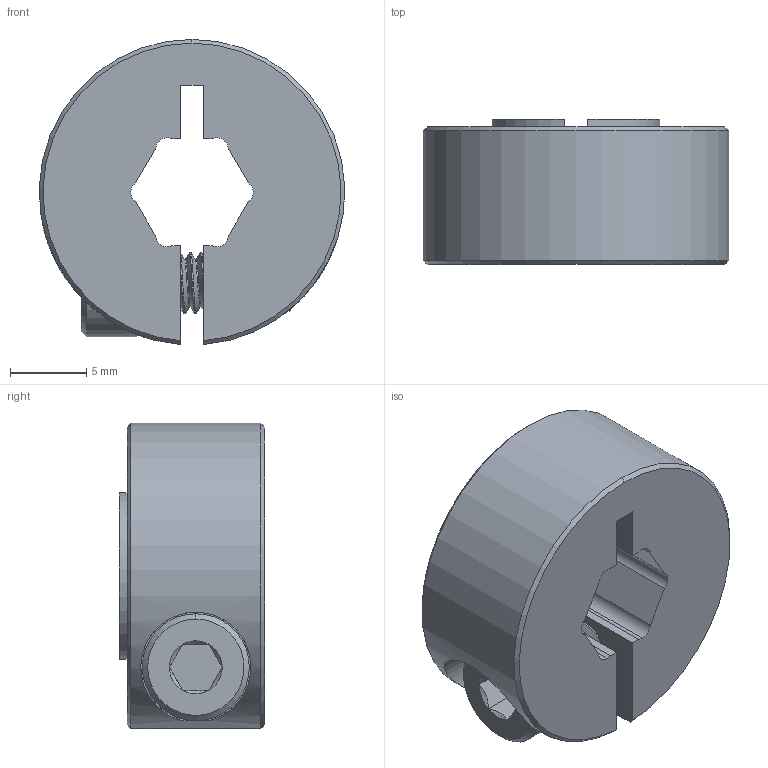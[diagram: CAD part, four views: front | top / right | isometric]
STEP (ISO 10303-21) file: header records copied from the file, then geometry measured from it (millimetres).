
FILE_DESCRIPTION(('Open CASCADE Model'),'2;1');
FILE_NAME('Open CASCADE Shape Model','2023-08-02T22:12:44',('Author'),( 'Open CASCADE'),'Open CASCADE STEP processor 7.7','Open CASCADE 7.7' ,'Unknown');
FILE_SCHEMA(('AUTOMOTIVE_DESIGN { 1 0 10303 214 1 1 1 1 }'));
Length unit declared in the file: millimetre
Products named in the file (4): Open CASCADE STEP translator 7.7 1; Open CASCADE STEP translator 7.7 1.1; Open CASCADE STEP translator 7.7 1.1.1; Open CASCADE STEP translator 7.7 1.1.2
Assembly tree (3 placements, depth 3):
  Open CASCADE STEP translator 7.7 1
    Open CASCADE STEP translator 7.7 1.1
      Open CASCADE STEP translator 7.7 1.1.1
      Open CASCADE STEP translator 7.7 1.1.2
Bounding box: 19.99 x 9.5 x 19.97 mm (x, y, z)
Volume: 2273.5 mm3; surface area: 2015.9 mm2
Topology: 2 solids, 2 shells, 175 faces, 487 edges, 319 vertices
Faces by surface type: cylinder 120, plane 28, cone 16, bspline 11
Entity records: 17357 total; most frequent: CARTESIAN_POINT 13511, ORIENTED_EDGE 974, DIRECTION 624, EDGE_CURVE 487, VERTEX_POINT 319, AXIS2_PLACEMENT_3D 225, FACE_BOUND 182, EDGE_LOOP 182
